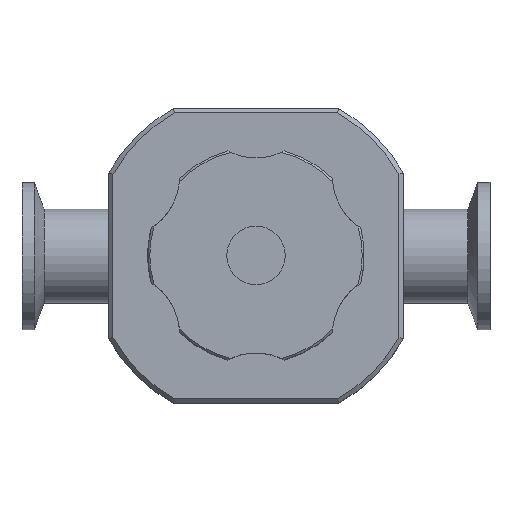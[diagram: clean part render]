
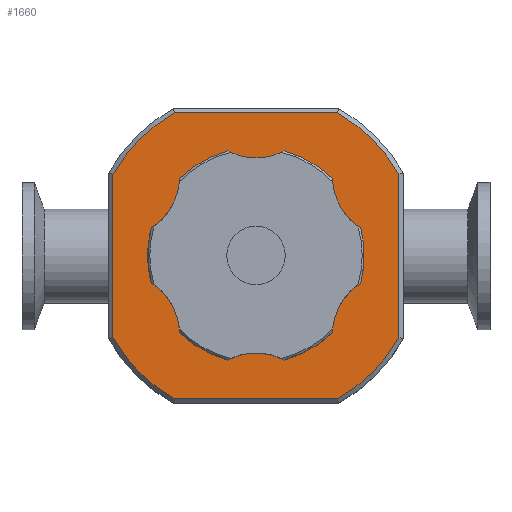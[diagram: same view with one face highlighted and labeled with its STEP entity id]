
A CAD part, top view. The second image highlights one B-rep face of the part: STEP entity #1660.
In plain terms, the highlighted planar face has unit normal (0, 0, 1).
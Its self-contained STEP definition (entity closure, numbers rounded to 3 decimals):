
#54=FACE_BOUND('',#301,.T.);
#90=PLANE('',#1875);
#186=FACE_OUTER_BOUND('',#300,.T.);
#300=EDGE_LOOP('',(#1471,#1472,#1473,#1474,#1475,#1476,#1477,#1478));
#301=EDGE_LOOP('',(#1479));
#339=CIRCLE('',#1736,17.5);
#388=CIRCLE('',#1855,38.);
#390=CIRCLE('',#1860,38.);
#392=CIRCLE('',#1863,38.);
#394=CIRCLE('',#1867,38.);
#491=LINE('',#2909,#602);
#493=LINE('',#2920,#604);
#495=LINE('',#2945,#606);
#497=LINE('',#2957,#608);
#602=VECTOR('',#2312,10.);
#604=VECTOR('',#2316,10.);
#606=VECTOR('',#2332,10.);
#608=VECTOR('',#2342,10.);
#694=VERTEX_POINT('',#2600);
#786=VERTEX_POINT('',#2890);
#787=VERTEX_POINT('',#2895);
#789=VERTEX_POINT('',#2904);
#792=VERTEX_POINT('',#2914);
#793=VERTEX_POINT('',#2919);
#795=VERTEX_POINT('',#2931);
#797=VERTEX_POINT('',#2940);
#799=VERTEX_POINT('',#2949);
#864=EDGE_CURVE('',#694,#694,#339,.T.);
#1002=EDGE_CURVE('',#786,#787,#388,.T.);
#1006=EDGE_CURVE('',#789,#786,#491,.T.);
#1009=EDGE_CURVE('',#792,#793,#493,.T.);
#1012=EDGE_CURVE('',#793,#789,#390,.T.);
#1015=EDGE_CURVE('',#795,#792,#392,.T.);
#1018=EDGE_CURVE('',#797,#795,#495,.T.);
#1021=EDGE_CURVE('',#799,#797,#394,.T.);
#1023=EDGE_CURVE('',#787,#799,#497,.T.);
#1471=ORIENTED_EDGE('',*,*,#1009,.F.);
#1472=ORIENTED_EDGE('',*,*,#1015,.F.);
#1473=ORIENTED_EDGE('',*,*,#1018,.F.);
#1474=ORIENTED_EDGE('',*,*,#1021,.F.);
#1475=ORIENTED_EDGE('',*,*,#1023,.F.);
#1476=ORIENTED_EDGE('',*,*,#1002,.F.);
#1477=ORIENTED_EDGE('',*,*,#1006,.F.);
#1478=ORIENTED_EDGE('',*,*,#1012,.F.);
#1479=ORIENTED_EDGE('',*,*,#864,.T.);
#1660=ADVANCED_FACE('',(#186,#54),#90,.T.);
#1736=AXIS2_PLACEMENT_3D('',#2602,#1991,#1992);
#1855=AXIS2_PLACEMENT_3D('',#2896,#2307,#2308);
#1860=AXIS2_PLACEMENT_3D('',#2927,#2321,#2322);
#1863=AXIS2_PLACEMENT_3D('',#2936,#2327,#2328);
#1867=AXIS2_PLACEMENT_3D('',#2954,#2337,#2338);
#1875=AXIS2_PLACEMENT_3D('',#2976,#2362,#2363);
#1991=DIRECTION('center_axis',(0.,0.,-1.));
#1992=DIRECTION('ref_axis',(1.,0.,0.));
#2307=DIRECTION('center_axis',(0.,0.,-1.));
#2308=DIRECTION('ref_axis',(0.872,0.49,0.));
#2312=DIRECTION('',(1.,0.,0.));
#2316=DIRECTION('',(0.,1.,0.));
#2321=DIRECTION('center_axis',(0.,0.,-1.));
#2322=DIRECTION('ref_axis',(-0.49,0.872,0.));
#2327=DIRECTION('center_axis',(0.,0.,-1.));
#2328=DIRECTION('ref_axis',(-0.872,-0.49,0.));
#2332=DIRECTION('',(-1.,0.,0.));
#2337=DIRECTION('center_axis',(0.,0.,-1.));
#2338=DIRECTION('ref_axis',(0.49,-0.872,0.));
#2342=DIRECTION('',(0.,-1.,0.));
#2362=DIRECTION('center_axis',(0.,0.,1.));
#2363=DIRECTION('ref_axis',(1.,0.,0.));
#2600=CARTESIAN_POINT('',(-17.5,0.,0.));
#2602=CARTESIAN_POINT('Origin',(0.,0.,0.));
#2890=CARTESIAN_POINT('',(18.841,33.,0.));
#2895=CARTESIAN_POINT('',(33.,18.841,0.));
#2896=CARTESIAN_POINT('Origin',(0.,0.,0.));
#2904=CARTESIAN_POINT('',(-18.841,33.,0.));
#2909=CARTESIAN_POINT('',(9.552,33.,0.));
#2914=CARTESIAN_POINT('',(-33.,-18.841,0.));
#2919=CARTESIAN_POINT('',(-33.,18.841,0.));
#2920=CARTESIAN_POINT('',(-33.,9.552,0.));
#2927=CARTESIAN_POINT('Origin',(0.,0.,0.));
#2931=CARTESIAN_POINT('',(-18.841,-33.,0.));
#2936=CARTESIAN_POINT('Origin',(0.,0.,0.));
#2940=CARTESIAN_POINT('',(18.841,-33.,0.));
#2945=CARTESIAN_POINT('',(-9.552,-33.,0.));
#2949=CARTESIAN_POINT('',(33.,-18.841,0.));
#2954=CARTESIAN_POINT('Origin',(0.,0.,0.));
#2957=CARTESIAN_POINT('',(33.,-9.552,0.));
#2976=CARTESIAN_POINT('Origin',(0.,0.,
0.));
